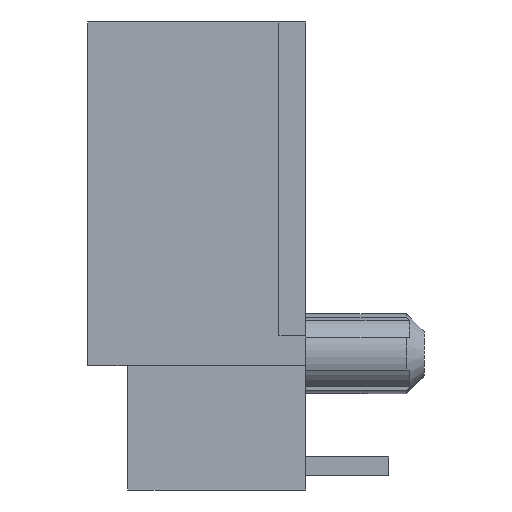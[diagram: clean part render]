
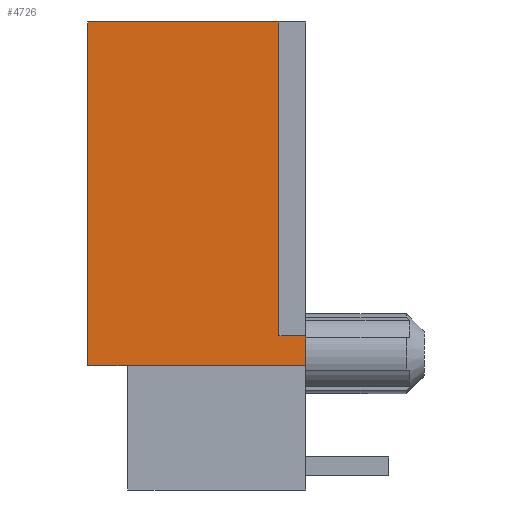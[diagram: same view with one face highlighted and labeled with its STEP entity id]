
A CAD part, left-side view. The second image highlights one B-rep face of the part: STEP entity #4726.
In plain terms, the highlighted planar face has unit normal (-1, 0, 0).
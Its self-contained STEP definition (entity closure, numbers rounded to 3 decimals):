
#174=DIRECTION('',(0.,-1.,0.));
#175=VECTOR('',#174,7.35);
#176=CARTESIAN_POINT('',(-11.4,4.,-1.));
#177=LINE('',#176,#175);
#194=DIRECTION('',(0.,0.,1.));
#195=VECTOR('',#194,1.);
#196=CARTESIAN_POINT('',(-11.4,-3.35,-1.));
#197=LINE('',#196,#195);
#1104=DIRECTION('',(0.,-1.,0.));
#1105=VECTOR('',#1104,6.45);
#1106=CARTESIAN_POINT('',(-11.4,4.,10.6));
#1107=LINE('',#1106,#1105);
#1256=DIRECTION('',(0.,-1.,0.));
#1257=VECTOR('',#1256,0.9);
#1258=CARTESIAN_POINT('',(-11.4,-2.45,0.));
#1259=LINE('',#1258,#1257);
#1260=DIRECTION('',(0.,0.,1.));
#1261=VECTOR('',#1260,11.6);
#1262=CARTESIAN_POINT('',(-11.4,4.,-1.));
#1263=LINE('',#1262,#1261);
#1264=DIRECTION('',(0.,0.,-1.));
#1265=VECTOR('',#1264,10.6);
#1266=CARTESIAN_POINT('',(-11.4,-2.45,10.6));
#1267=LINE('',#1266,#1265);
#2994=CARTESIAN_POINT('',(-11.4,4.,-1.));
#2995=CARTESIAN_POINT('',(-11.4,-3.35,-1.));
#2996=VERTEX_POINT('',#2994);
#2997=VERTEX_POINT('',#2995);
#3003=CARTESIAN_POINT('',(-11.4,4.,10.6));
#3005=VERTEX_POINT('',#3003);
#3034=CARTESIAN_POINT('',(-11.4,-2.45,0.));
#3035=CARTESIAN_POINT('',(-11.4,-3.35,0.));
#3036=VERTEX_POINT('',#3034);
#3037=VERTEX_POINT('',#3035);
#3042=CARTESIAN_POINT('',(-11.4,-2.45,10.6));
#3043=VERTEX_POINT('',#3042);
#4712=CARTESIAN_POINT('',(-11.4,4.,-1.));
#4713=DIRECTION('',(-1.,0.,0.));
#4714=DIRECTION('',(0.,-1.,0.));
#4715=AXIS2_PLACEMENT_3D('',#4712,#4713,#4714);
#4716=PLANE('',#4715);
#4717=ORIENTED_EDGE('',*,*,#4286,.T.);
#4718=ORIENTED_EDGE('',*,*,#3961,.F.);
#4719=ORIENTED_EDGE('',*,*,#3919,.F.);
#4721=ORIENTED_EDGE('',*,*,#4720,.T.);
#4722=ORIENTED_EDGE('',*,*,#4617,.T.);
#4723=ORIENTED_EDGE('',*,*,#4604,.T.);
#4724=EDGE_LOOP('',(#4717,#4718,#4719,#4721,#4722,#4723));
#4725=FACE_OUTER_BOUND('',#4724,.F.);
#3919=EDGE_CURVE('',#2996,#2997,#177,.T.);
#3961=EDGE_CURVE('',#2997,#3037,#197,.T.);
#4286=EDGE_CURVE('',#3036,#3037,#1259,.T.);
#4604=EDGE_CURVE('',#3043,#3036,#1267,.T.);
#4617=EDGE_CURVE('',#3005,#3043,#1107,.T.);
#4720=EDGE_CURVE('',#2996,#3005,#1263,.T.);
#4726=ADVANCED_FACE('',(#4725),#4716,.T.);
